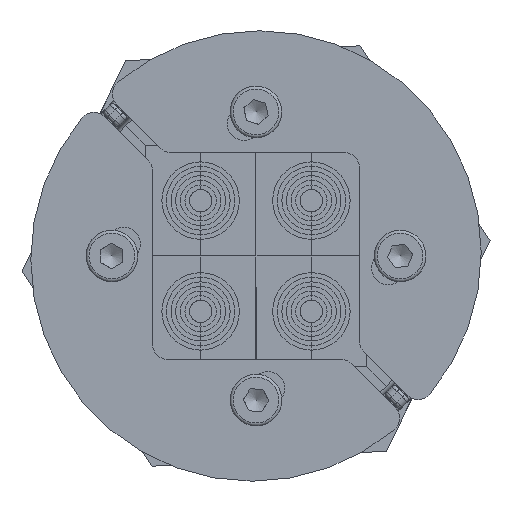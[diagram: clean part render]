
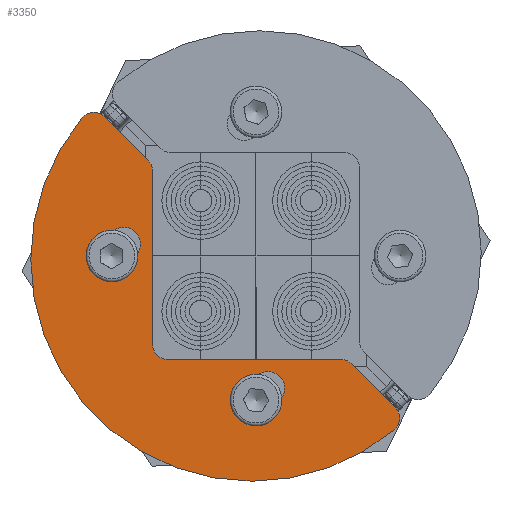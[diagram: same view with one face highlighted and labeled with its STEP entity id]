
A CAD part, front view. The second image highlights one B-rep face of the part: STEP entity #3350.
In plain terms, the highlighted planar face has unit normal (0, -1, 0).
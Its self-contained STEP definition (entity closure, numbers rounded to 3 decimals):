
#312=LINE('',#6171,#526);
#317=LINE('',#6185,#531);
#320=LINE('',#6195,#534);
#325=LINE('',#6209,#539);
#330=LINE('',#6227,#544);
#334=LINE('',#6239,#548);
#338=LINE('',#6251,#552);
#342=LINE('',#6263,#556);
#526=VECTOR('',#4703,10.);
#531=VECTOR('',#4716,10.);
#534=VECTOR('',#4727,10.);
#539=VECTOR('',#4740,10.);
#544=VECTOR('',#4759,10.);
#548=VECTOR('',#4771,10.);
#552=VECTOR('',#4783,10.);
#556=VECTOR('',#4795,10.);
#740=FACE_BOUND('',#1189,.T.);
#741=FACE_BOUND('',#1190,.T.);
#791=PLANE('',#3984);
#965=FACE_OUTER_BOUND('',#1188,.T.);
#1188=EDGE_LOOP('',(#2860,#2861,#2862,#2863,#2864,#2865,#2866,#2867,#2868,
#2869));
#1189=EDGE_LOOP('',(#2870,#2871,#2872,#2873));
#1190=EDGE_LOOP('',(#2874,#2875,#2876,#2877));
#1403=CIRCLE('',#3947,2.25);
#1405=CIRCLE('',#3951,2.25);
#1407=CIRCLE('',#3955,2.25);
#1409=CIRCLE('',#3959,2.25);
#1411=CIRCLE('',#3962,2.);
#1413=CIRCLE('',#3966,2.);
#1415=CIRCLE('',#3970,2.);
#1417=CIRCLE('',#3974,2.);
#1419=CIRCLE('',#3978,2.);
#1421=CIRCLE('',#3981,30.);
#1640=VERTEX_POINT('',#6169);
#1641=VERTEX_POINT('',#6170);
#1644=VERTEX_POINT('',#6178);
#1646=VERTEX_POINT('',#6184);
#1648=VERTEX_POINT('',#6193);
#1649=VERTEX_POINT('',#6194);
#1652=VERTEX_POINT('',#6202);
#1654=VERTEX_POINT('',#6208);
#1656=VERTEX_POINT('',#6217);
#1657=VERTEX_POINT('',#6218);
#1660=VERTEX_POINT('',#6226);
#1662=VERTEX_POINT('',#6232);
#1664=VERTEX_POINT('',#6238);
#1666=VERTEX_POINT('',#6244);
#1668=VERTEX_POINT('',#6250);
#1670=VERTEX_POINT('',#6256);
#1672=VERTEX_POINT('',#6262);
#1674=VERTEX_POINT('',#6268);
#2039=EDGE_CURVE('',#1640,#1641,#312,.T.);
#2043=EDGE_CURVE('',#1644,#1640,#1403,.T.);
#2046=EDGE_CURVE('',#1646,#1644,#317,.T.);
#2049=EDGE_CURVE('',#1641,#1646,#1405,.T.);
#2051=EDGE_CURVE('',#1648,#1649,#320,.T.);
#2055=EDGE_CURVE('',#1652,#1648,#1407,.T.);
#2058=EDGE_CURVE('',#1654,#1652,#325,.T.);
#2061=EDGE_CURVE('',#1649,#1654,#1409,.T.);
#2063=EDGE_CURVE('',#1656,#1657,#1411,.T.);
#2067=EDGE_CURVE('',#1660,#1656,#330,.T.);
#2070=EDGE_CURVE('',#1662,#1660,#1413,.T.);
#2073=EDGE_CURVE('',#1664,#1662,#334,.T.);
#2076=EDGE_CURVE('',#1666,#1664,#1415,.T.);
#2079=EDGE_CURVE('',#1668,#1666,#338,.T.);
#2082=EDGE_CURVE('',#1670,#1668,#1417,.T.);
#2085=EDGE_CURVE('',#1672,#1670,#342,.T.);
#2088=EDGE_CURVE('',#1674,#1672,#1419,.T.);
#2091=EDGE_CURVE('',#1657,#1674,#1421,.T.);
#2860=ORIENTED_EDGE('',*,*,#2091,.F.);
#2861=ORIENTED_EDGE('',*,*,#2063,.F.);
#2862=ORIENTED_EDGE('',*,*,#2067,.F.);
#2863=ORIENTED_EDGE('',*,*,#2070,.F.);
#2864=ORIENTED_EDGE('',*,*,#2073,.F.);
#2865=ORIENTED_EDGE('',*,*,#2076,.F.);
#2866=ORIENTED_EDGE('',*,*,#2079,.F.);
#2867=ORIENTED_EDGE('',*,*,#2082,.F.);
#2868=ORIENTED_EDGE('',*,*,#2085,.F.);
#2869=ORIENTED_EDGE('',*,*,#2088,.F.);
#2870=ORIENTED_EDGE('',*,*,#2039,.T.);
#2871=ORIENTED_EDGE('',*,*,#2049,.T.);
#2872=ORIENTED_EDGE('',*,*,#2046,.T.);
#2873=ORIENTED_EDGE('',*,*,#2043,.T.);
#2874=ORIENTED_EDGE('',*,*,#2051,.T.);
#2875=ORIENTED_EDGE('',*,*,#2061,.T.);
#2876=ORIENTED_EDGE('',*,*,#2058,.T.);
#2877=ORIENTED_EDGE('',*,*,#2055,.T.);
#3350=ADVANCED_FACE('',(#965,#740,#741),#791,.F.);
#3947=AXIS2_PLACEMENT_3D('',#6179,#4709,#4710);
#3951=AXIS2_PLACEMENT_3D('',#6190,#4721,#4722);
#3955=AXIS2_PLACEMENT_3D('',#6203,#4733,#4734);
#3959=AXIS2_PLACEMENT_3D('',#6214,#4745,#4746);
#3962=AXIS2_PLACEMENT_3D('',#6219,#4751,#4752);
#3966=AXIS2_PLACEMENT_3D('',#6233,#4764,#4765);
#3970=AXIS2_PLACEMENT_3D('',#6245,#4776,#4777);
#3974=AXIS2_PLACEMENT_3D('',#6257,#4788,#4789);
#3978=AXIS2_PLACEMENT_3D('',#6269,#4800,#4801);
#3981=AXIS2_PLACEMENT_3D('',#6274,#4807,#4808);
#3984=AXIS2_PLACEMENT_3D('',#6277,#4813,#4814);
#4703=DIRECTION('',(0.,0.,-1.));
#4709=DIRECTION('center_axis',(0.,1.,0.));
#4710=DIRECTION('ref_axis',(-1.,0.,0.));
#4716=DIRECTION('',(0.,0.,1.));
#4721=DIRECTION('center_axis',(0.,1.,0.));
#4722=DIRECTION('ref_axis',(1.,0.,0.));
#4727=DIRECTION('',(0.,0.,-1.));
#4733=DIRECTION('center_axis',(0.,1.,0.));
#4734=DIRECTION('ref_axis',(-1.,0.,0.));
#4740=DIRECTION('',(0.,0.,1.));
#4745=DIRECTION('center_axis',(0.,1.,0.));
#4746=DIRECTION('ref_axis',(1.,0.,0.));
#4751=DIRECTION('center_axis',(0.,1.,0.));
#4752=DIRECTION('ref_axis',(0.,0.,-1.));
#4759=DIRECTION('',(-1.,0.,0.));
#4764=DIRECTION('center_axis',(0.,1.,0.));
#4765=DIRECTION('ref_axis',(0.707,0.,-0.707));
#4771=DIRECTION('',(-0.707,0.,-0.707));
#4776=DIRECTION('center_axis',(0.,-1.,0.));
#4777=DIRECTION('ref_axis',(0.707,0.,-0.707));
#4783=DIRECTION('',(-0.707,0.,0.707));
#4788=DIRECTION('center_axis',(0.,1.,0.));
#4789=DIRECTION('ref_axis',(0.,0.,-1.));
#4795=DIRECTION('',(-1.,0.,0.));
#4800=DIRECTION('center_axis',(0.,1.,0.));
#4801=DIRECTION('ref_axis',(0.996,0.,0.089));
#4807=DIRECTION('center_axis',(0.,1.,0.));
#4808=DIRECTION('ref_axis',(-0.996,0.,0.089));
#4813=DIRECTION('center_axis',(0.,1.,0.));
#4814=DIRECTION('ref_axis',(0.,0.,1.));
#6169=CARTESIAN_POINT('',(-11.55,0.,13.8));
#6170=CARTESIAN_POINT('',(-11.55,0.,10.8));
#6171=CARTESIAN_POINT('',(-11.55,0.,13.476));
#6178=CARTESIAN_POINT('',(-16.05,0.,13.8));
#6179=CARTESIAN_POINT('Origin',(-13.8,0.,13.8));
#6184=CARTESIAN_POINT('',(-16.05,0.,10.8));
#6185=CARTESIAN_POINT('',(-16.05,0.,11.976));
#6190=CARTESIAN_POINT('Origin',(-13.8,0.,10.8));
#6193=CARTESIAN_POINT('',(16.05,0.,13.8));
#6194=CARTESIAN_POINT('',(16.05,0.,10.8));
#6195=CARTESIAN_POINT('',(16.05,0.,13.476));
#6202=CARTESIAN_POINT('',(11.55,0.,13.8));
#6203=CARTESIAN_POINT('Origin',(13.8,0.,13.8));
#6208=CARTESIAN_POINT('',(11.55,0.,10.8));
#6209=CARTESIAN_POINT('',(11.55,0.,11.976));
#6214=CARTESIAN_POINT('Origin',(13.8,0.,10.8));
#6217=CARTESIAN_POINT('',(-27.888,0.,0.5));
#6218=CARTESIAN_POINT('',(-29.88,0.,2.679));
#6219=CARTESIAN_POINT('Origin',(-27.888,0.,2.5));
#6226=CARTESIAN_POINT('',(-19.42,0.,0.5));
#6227=CARTESIAN_POINT('',(-19.42,0.,0.5));
#6232=CARTESIAN_POINT('',(-18.006,0.,1.086));
#6233=CARTESIAN_POINT('Origin',(-19.42,0.,2.5));
#6238=CARTESIAN_POINT('',(-1.414,0.,17.678));
#6239=CARTESIAN_POINT('',(-1.414,0.,17.678));
#6244=CARTESIAN_POINT('',(1.414,0.,17.678));
#6245=CARTESIAN_POINT('Origin',(0.,0.,16.263));
#6250=CARTESIAN_POINT('',(18.006,0.,1.086));
#6251=CARTESIAN_POINT('',(18.006,0.,1.086));
#6256=CARTESIAN_POINT('',(19.42,0.,0.5));
#6257=CARTESIAN_POINT('Origin',(19.42,0.,2.5));
#6262=CARTESIAN_POINT('',(27.888,0.,0.5));
#6263=CARTESIAN_POINT('',(27.888,0.,0.5));
#6268=CARTESIAN_POINT('',(29.88,0.,2.679));
#6269=CARTESIAN_POINT('Origin',(27.888,0.,2.5));
#6274=CARTESIAN_POINT('Origin',(0.,0.,0.));
#6277=CARTESIAN_POINT('Origin',(0.,0.,13.151));
